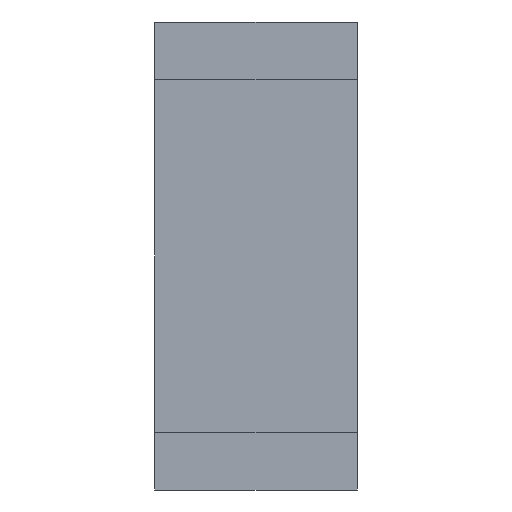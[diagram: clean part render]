
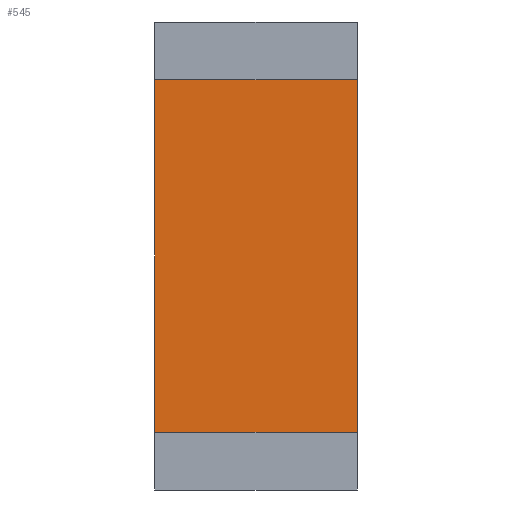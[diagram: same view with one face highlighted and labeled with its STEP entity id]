
A CAD part, front view. The second image highlights one B-rep face of the part: STEP entity #545.
In plain terms, the highlighted planar face has unit normal (0, -1, 0).
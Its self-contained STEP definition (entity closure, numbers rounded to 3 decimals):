
#59=FACE_OUTER_BOUND('',#85,.T.);
#85=EDGE_LOOP('',(#479,#480,#481,#482));
#108=LINE('',#766,#180);
#118=LINE('',#786,#190);
#152=LINE('',#855,#224);
#157=LINE('',#862,#229);
#180=VECTOR('',#630,10.);
#190=VECTOR('',#644,10.);
#224=VECTOR('',#704,10.);
#229=VECTOR('',#713,10.);
#247=VERTEX_POINT('',#763);
#248=VERTEX_POINT('',#765);
#255=VERTEX_POINT('',#783);
#256=VERTEX_POINT('',#785);
#300=EDGE_CURVE('',#248,#247,#108,.T.);
#310=EDGE_CURVE('',#256,#255,#118,.T.);
#344=EDGE_CURVE('',#247,#256,#152,.T.);
#349=EDGE_CURVE('',#255,#248,#157,.T.);
#479=ORIENTED_EDGE('',*,*,#300,.T.);
#480=ORIENTED_EDGE('',*,*,#344,.T.);
#481=ORIENTED_EDGE('',*,*,#310,.T.);
#482=ORIENTED_EDGE('',*,*,#349,.T.);
#519=PLANE('',#591);
#545=ADVANCED_FACE('',(#59),#519,.F.);
#591=AXIS2_PLACEMENT_3D('',#864,#715,#716);
#630=DIRECTION('',(-1.,0.,0.));
#644=DIRECTION('',(1.,0.,0.));
#704=DIRECTION('',(0.,0.,-1.));
#713=DIRECTION('',(0.,0.,1.));
#715=DIRECTION('center_axis',(0.,1.,0.));
#716=DIRECTION('ref_axis',(0.,0.,1.));
#763=CARTESIAN_POINT('',(-13.15,0.,22.85));
#765=CARTESIAN_POINT('',(13.15,0.,22.85));
#766=CARTESIAN_POINT('',(13.15,0.,22.85));
#783=CARTESIAN_POINT('',(13.15,0.,-22.85));
#785=CARTESIAN_POINT('',(-13.15,0.,-22.85));
#786=CARTESIAN_POINT('',(-13.15,0.,-22.85));
#855=CARTESIAN_POINT('',(-13.15,0.,22.85));
#862=CARTESIAN_POINT('',(13.15,0.,-22.85));
#864=CARTESIAN_POINT('Origin',(0.,0.,0.));
